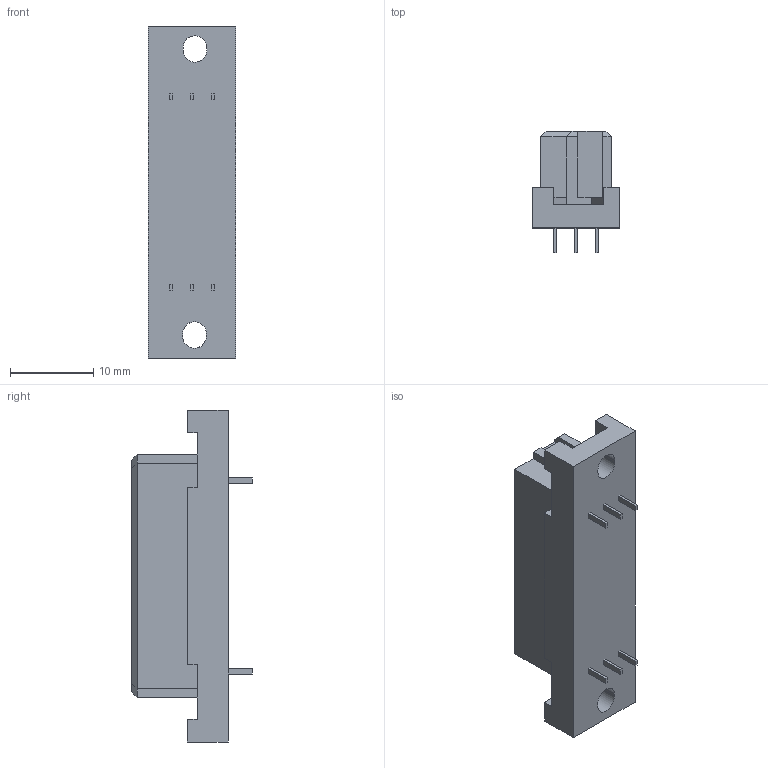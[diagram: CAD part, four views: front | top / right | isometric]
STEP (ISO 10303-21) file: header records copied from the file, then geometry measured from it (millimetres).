
FILE_DESCRIPTION((''),'2;1');
FILE_NAME( '0925_DIN_har-bus_3C_straight_female_30_pole_solder_2_9mm.stp', '2009-05-05T16:51:32',('User'),('SDRC'),'I-DEAS Master Series','UNIX','Yes');
FILE_SCHEMA(('AUTOMOTIVE_DESIGN { 1 0 10303 214 1 1 1 1 }'));
Length unit declared in the file: millimetre
Products named in the file (1): 0925_DIN_Type_3C_solder_2.9_female_30_pole
Bounding box: 10.5 x 14.5 x 39.9 mm (x, y, z)
Volume: 3382.3 mm3; surface area: 1947.8 mm2
Topology: 1 solids, 1 shells, 128 faces, 329 edges, 215 vertices
Faces by surface type: bspline 128
Entity records: 3653 total; most frequent: CARTESIAN_POINT 1434, ORIENTED_EDGE 658, EDGE_CURVE 329, VERTEX_POINT 215, QUASI_UNIFORM_CURVE 171, B_SPLINE_CURVE_WITH_KNOTS 150, EDGE_LOOP 144, FACE_OUTER_BOUND 128
